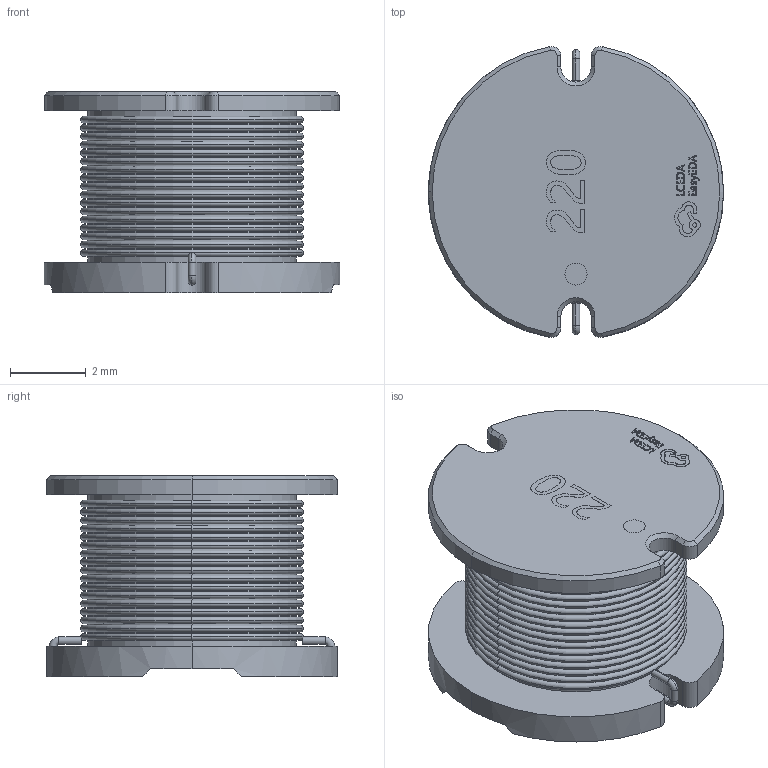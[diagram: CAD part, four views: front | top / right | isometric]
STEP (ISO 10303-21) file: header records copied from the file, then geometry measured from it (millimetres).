
FILE_DESCRIPTION (( 'STEP AP214' ), '1' );
FILE_NAME ('IND-SMD_L7.8-W7.8-H5.3_SDR0805.step', '2022-07-09T00:55:32', ( '' ), ( '' ), 'SwSTEP 2.0', 'SolidWorks 2020', '' );
FILE_SCHEMA (( 'AUTOMOTIVE_DESIGN' ));
Length unit declared in the file: millimetre
Products named in the file (1): IND-SMD_L7.8-W7.8-H5.3_SDR0805
Bounding box: 7.8 x 7.68 x 5.32 mm (x, y, z)
Volume: 159.5 mm3; surface area: 416 mm2
Topology: 20 solids, 20 shells, 467 faces, 1195 edges, 767 vertices
Faces by surface type: plane 212, bspline 136, torus 76, cylinder 34, cone 9
Entity records: 22128 total; most frequent: CARTESIAN_POINT 6170, ORIENTED_EDGE 2390, DIRECTION 1812, EDGE_CURVE 1195, VERTEX_POINT 767, LINE 682, VECTOR 682, AXIS2_PLACEMENT_3D 565
